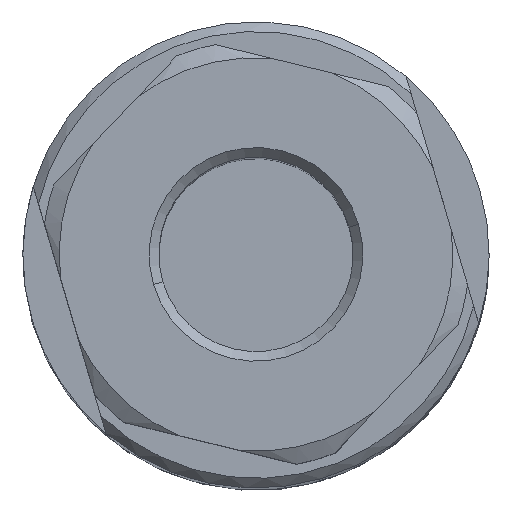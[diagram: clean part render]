
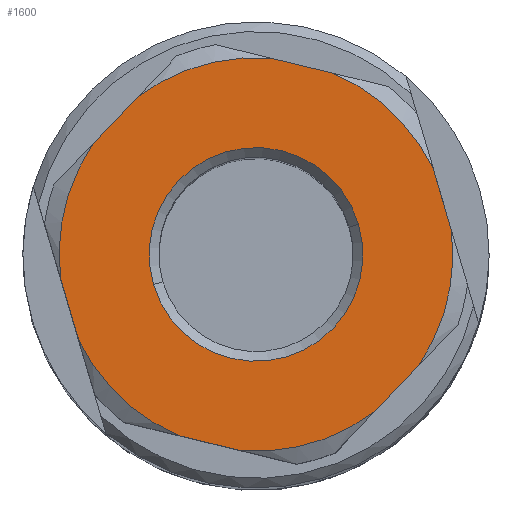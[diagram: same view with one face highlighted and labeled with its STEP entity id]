
A CAD part, top view. The second image highlights one B-rep face of the part: STEP entity #1600.
In plain terms, the highlighted planar face has unit normal (0, 0, 1).
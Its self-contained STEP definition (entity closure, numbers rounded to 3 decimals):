
#1466=AXIS2_PLACEMENT_3D('Circle Axis2P3D',#1464,#1465,$) ;
#1483=AXIS2_PLACEMENT_3D('Circle Axis2P3D',#1481,#1482,$) ;
#1496=AXIS2_PLACEMENT_3D('Plane Axis2P3D',#1493,#1494,#1495) ;
#1509=AXIS2_PLACEMENT_3D('Circle Axis2P3D',#1507,#1508,$) ;
#1523=AXIS2_PLACEMENT_3D('Circle Axis2P3D',#1521,#1522,$) ;
#1537=AXIS2_PLACEMENT_3D('Circle Axis2P3D',#1535,#1536,$) ;
#1551=AXIS2_PLACEMENT_3D('Circle Axis2P3D',#1549,#1550,$) ;
#1565=AXIS2_PLACEMENT_3D('Circle Axis2P3D',#1563,#1564,$) ;
#1579=AXIS2_PLACEMENT_3D('Circle Axis2P3D',#1577,#1578,$) ;
#1454=CARTESIAN_POINT('Vertex',(8.638,6.776,49.6)) ;
#1461=CARTESIAN_POINT('Vertex',(3.362,5.224,49.6)) ;
#1464=CARTESIAN_POINT('Axis2P3D Location',(6.,6.,49.6)) ;
#1481=CARTESIAN_POINT('Axis2P3D Location',(6.,6.,49.6)) ;
#1493=CARTESIAN_POINT('Axis2P3D Location',(9.75,7.103,49.6)) ;
#1498=CARTESIAN_POINT('Line Origine',(10.797,7.411,49.6)) ;
#1502=CARTESIAN_POINT('Vertex',(11.029,6.623,49.6)) ;
#1504=CARTESIAN_POINT('Vertex',(10.565,8.199,49.6)) ;
#1507=CARTESIAN_POINT('Axis2P3D Location',(6.,6.,49.6)) ;
#1511=CARTESIAN_POINT('Vertex',(7.975,10.666,49.6)) ;
#1514=CARTESIAN_POINT('Line Origine',(7.177,10.86,49.6)) ;
#1518=CARTESIAN_POINT('Vertex',(6.378,11.053,49.6)) ;
#1521=CARTESIAN_POINT('Axis2P3D Location',(6.,6.,49.6)) ;
#1525=CARTESIAN_POINT('Vertex',(2.946,10.043,49.6)) ;
#1528=CARTESIAN_POINT('Line Origine',(2.38,9.449,49.6)) ;
#1532=CARTESIAN_POINT('Vertex',(1.813,8.854,49.6)) ;
#1535=CARTESIAN_POINT('Axis2P3D Location',(6.,6.,49.6)) ;
#1539=CARTESIAN_POINT('Vertex',(0.971,5.377,49.6)) ;
#1542=CARTESIAN_POINT('Line Origine',(1.203,4.589,49.6)) ;
#1546=CARTESIAN_POINT('Vertex',(1.435,3.801,49.6)) ;
#1549=CARTESIAN_POINT('Axis2P3D Location',(6.,6.,49.6)) ;
#1553=CARTESIAN_POINT('Vertex',(4.025,1.334,49.6)) ;
#1556=CARTESIAN_POINT('Line Origine',(4.823,1.14,49.6)) ;
#1560=CARTESIAN_POINT('Vertex',(5.622,0.947,49.6)) ;
#1563=CARTESIAN_POINT('Axis2P3D Location',(6.,6.,49.6)) ;
#1567=CARTESIAN_POINT('Vertex',(9.054,1.957,49.6)) ;
#1570=CARTESIAN_POINT('Line Origine',(9.62,2.551,49.6)) ;
#1574=CARTESIAN_POINT('Vertex',(10.187,3.146,49.6)) ;
#1577=CARTESIAN_POINT('Axis2P3D Location',(6.,6.,49.6)) ;
#1465=DIRECTION('Axis2P3D Direction',(0.,-0.,1.)) ;
#1482=DIRECTION('Axis2P3D Direction',(0.,-0.,1.)) ;
#1494=DIRECTION('Axis2P3D Direction',(0.,-0.,1.)) ;
#1495=DIRECTION('Axis2P3D XDirection',(0.959,0.282,0.)) ;
#1499=DIRECTION('Vector Direction',(-0.282,0.959,0.)) ;
#1508=DIRECTION('Axis2P3D Direction',(0.,-0.,1.)) ;
#1515=DIRECTION('Vector Direction',(-0.972,0.235,0.)) ;
#1522=DIRECTION('Axis2P3D Direction',(0.,-0.,1.)) ;
#1529=DIRECTION('Vector Direction',(-0.69,-0.724,0.)) ;
#1536=DIRECTION('Axis2P3D Direction',(0.,-0.,1.)) ;
#1543=DIRECTION('Vector Direction',(0.282,-0.959,0.)) ;
#1550=DIRECTION('Axis2P3D Direction',(0.,-0.,1.)) ;
#1557=DIRECTION('Vector Direction',(0.972,-0.235,0.)) ;
#1564=DIRECTION('Axis2P3D Direction',(0.,-0.,1.)) ;
#1571=DIRECTION('Vector Direction',(0.69,0.724,0.)) ;
#1578=DIRECTION('Axis2P3D Direction',(0.,-0.,1.)) ;
#1500=VECTOR('Line Direction',#1499,1.) ;
#1516=VECTOR('Line Direction',#1515,1.) ;
#1530=VECTOR('Line Direction',#1529,1.) ;
#1544=VECTOR('Line Direction',#1543,1.) ;
#1558=VECTOR('Line Direction',#1557,1.) ;
#1572=VECTOR('Line Direction',#1571,1.) ;
#1583=ORIENTED_EDGE('',*,*,#1506,.T.) ;
#1584=ORIENTED_EDGE('',*,*,#1513,.T.) ;
#1585=ORIENTED_EDGE('',*,*,#1520,.T.) ;
#1586=ORIENTED_EDGE('',*,*,#1527,.T.) ;
#1587=ORIENTED_EDGE('',*,*,#1534,.T.) ;
#1588=ORIENTED_EDGE('',*,*,#1541,.T.) ;
#1589=ORIENTED_EDGE('',*,*,#1548,.T.) ;
#1590=ORIENTED_EDGE('',*,*,#1555,.T.) ;
#1591=ORIENTED_EDGE('',*,*,#1562,.T.) ;
#1592=ORIENTED_EDGE('',*,*,#1569,.T.) ;
#1593=ORIENTED_EDGE('',*,*,#1576,.T.) ;
#1594=ORIENTED_EDGE('',*,*,#1581,.T.) ;
#1597=ORIENTED_EDGE('',*,*,#1485,.F.) ;
#1598=ORIENTED_EDGE('',*,*,#1468,.F.) ;
#1599=FACE_BOUND('',#1596,.T.) ;
#1600=ADVANCED_FACE('Hauptkoerper',(#1595,#1599),#1497,.T.) ;
#1467=CIRCLE('generated circle',#1466,2.75) ;
#1484=CIRCLE('generated circle',#1483,2.75) ;
#1510=CIRCLE('generated circle',#1509,5.067) ;
#1524=CIRCLE('generated circle',#1523,5.067) ;
#1538=CIRCLE('generated circle',#1537,5.067) ;
#1552=CIRCLE('generated circle',#1551,5.067) ;
#1566=CIRCLE('generated circle',#1565,5.067) ;
#1580=CIRCLE('generated circle',#1579,5.067) ;
#1468=EDGE_CURVE('',#1462,#1455,#1467,.T.) ;
#1485=EDGE_CURVE('',#1455,#1462,#1484,.T.) ;
#1506=EDGE_CURVE('',#1503,#1505,#1501,.T.) ;
#1513=EDGE_CURVE('',#1505,#1512,#1510,.T.) ;
#1520=EDGE_CURVE('',#1512,#1519,#1517,.T.) ;
#1527=EDGE_CURVE('',#1519,#1526,#1524,.T.) ;
#1534=EDGE_CURVE('',#1526,#1533,#1531,.T.) ;
#1541=EDGE_CURVE('',#1533,#1540,#1538,.T.) ;
#1548=EDGE_CURVE('',#1540,#1547,#1545,.T.) ;
#1555=EDGE_CURVE('',#1547,#1554,#1552,.T.) ;
#1562=EDGE_CURVE('',#1554,#1561,#1559,.T.) ;
#1569=EDGE_CURVE('',#1561,#1568,#1566,.T.) ;
#1576=EDGE_CURVE('',#1568,#1575,#1573,.T.) ;
#1581=EDGE_CURVE('',#1575,#1503,#1580,.T.) ;
#1582=EDGE_LOOP('',(#1583,#1584,#1585,#1586,#1587,#1588,#1589,#1590,#1591,#1592,#1593,#1594)) ;
#1596=EDGE_LOOP('',(#1597,#1598)) ;
#1595=FACE_OUTER_BOUND('',#1582,.T.) ;
#1501=LINE('Line',#1498,#1500) ;
#1517=LINE('Line',#1514,#1516) ;
#1531=LINE('Line',#1528,#1530) ;
#1545=LINE('Line',#1542,#1544) ;
#1559=LINE('Line',#1556,#1558) ;
#1573=LINE('Line',#1570,#1572) ;
#1497=PLANE('',#1496) ;
#1455=VERTEX_POINT('',#1454) ;
#1462=VERTEX_POINT('',#1461) ;
#1503=VERTEX_POINT('',#1502) ;
#1505=VERTEX_POINT('',#1504) ;
#1512=VERTEX_POINT('',#1511) ;
#1519=VERTEX_POINT('',#1518) ;
#1526=VERTEX_POINT('',#1525) ;
#1533=VERTEX_POINT('',#1532) ;
#1540=VERTEX_POINT('',#1539) ;
#1547=VERTEX_POINT('',#1546) ;
#1554=VERTEX_POINT('',#1553) ;
#1561=VERTEX_POINT('',#1560) ;
#1568=VERTEX_POINT('',#1567) ;
#1575=VERTEX_POINT('',#1574) ;
